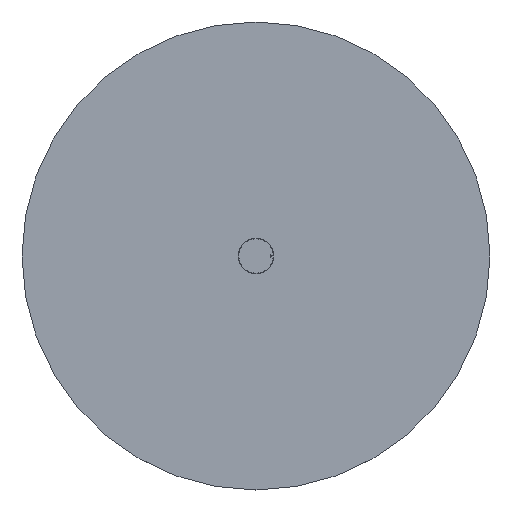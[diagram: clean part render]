
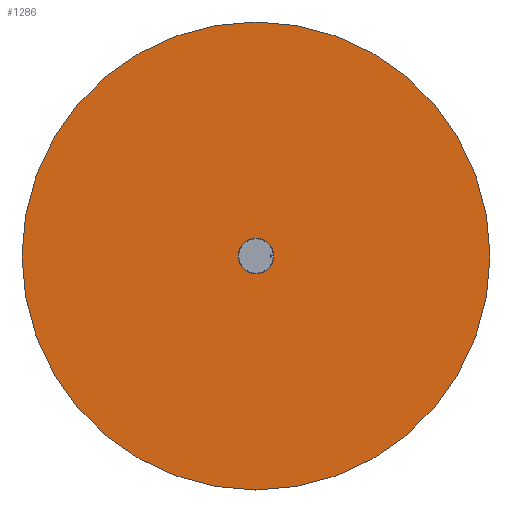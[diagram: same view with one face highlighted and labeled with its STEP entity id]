
A CAD part, top view. The second image highlights one B-rep face of the part: STEP entity #1286.
In plain terms, the highlighted planar face has unit normal (0, 0, 1).
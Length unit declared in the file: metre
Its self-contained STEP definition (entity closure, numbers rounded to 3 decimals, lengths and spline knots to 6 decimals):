
#59=PLANE('',#1443);
#104=CIRCLE('',#1441,0.2286);
#535=ORIENTED_EDGE('',*,*,#782,.T.);
#782=EDGE_CURVE('',#920,#920,#104,.T.);
#920=VERTEX_POINT('',#2189);
#1052=EDGE_LOOP('',(#535));
#1158=FACE_BOUND('',#1052,.T.);
#1286=ADVANCED_FACE('',(#1158),#59,.T.);
#1441=AXIS2_PLACEMENT_3D('',#2188,#1712,#1713);
#1443=AXIS2_PLACEMENT_3D('',#2192,#1716,#1717);
#1712=DIRECTION('',(0.,0.,1.));
#1713=DIRECTION('',(1.,0.,0.));
#1716=DIRECTION('',(0.,0.,1.));
#1717=DIRECTION('',(1.,0.,0.));
#2188=CARTESIAN_POINT('',(0.,0.,0.003175));
#2189=CARTESIAN_POINT('',(0.2286,0.,0.003175));
#2192=CARTESIAN_POINT('',(0.,0.,0.003175));
